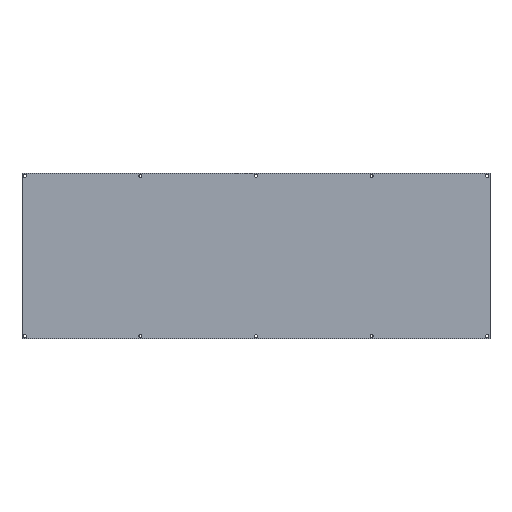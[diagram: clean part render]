
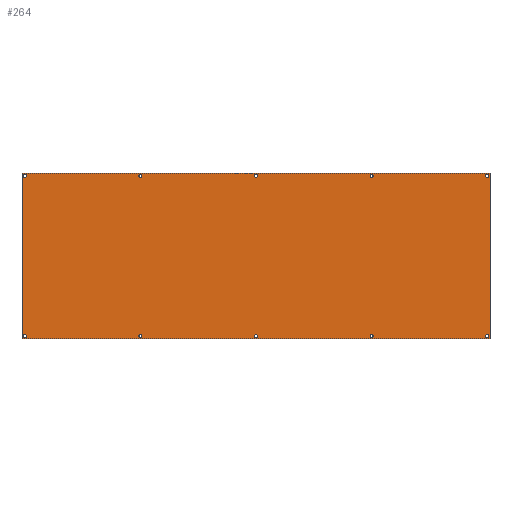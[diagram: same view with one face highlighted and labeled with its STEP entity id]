
A CAD part, top view. The second image highlights one B-rep face of the part: STEP entity #264.
In plain terms, the highlighted planar face has unit normal (0, 0, 1).
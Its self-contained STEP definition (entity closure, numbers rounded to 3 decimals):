
#42 = VERTEX_POINT('',#43);
#43 = CARTESIAN_POINT('',(-8.619,8.515,1.5));
#49 = EDGE_CURVE('',#42,#50,#52,.T.);
#50 = VERTEX_POINT('',#51);
#51 = CARTESIAN_POINT('',(-8.619,-120.485,1.5));
#52 = LINE('',#53,#54);
#53 = CARTESIAN_POINT('',(-8.619,8.515,1.5));
#54 = VECTOR('',#55,1.);
#55 = DIRECTION('',(0.,-1.,0.));
#82 = VERTEX_POINT('',#83);
#83 = CARTESIAN_POINT('',(355.381,8.515,1.5));
#89 = EDGE_CURVE('',#82,#42,#90,.T.);
#90 = LINE('',#91,#92);
#91 = CARTESIAN_POINT('',(355.381,8.515,1.5));
#92 = VECTOR('',#93,1.);
#93 = DIRECTION('',(-1.,0.,0.));
#111 = EDGE_CURVE('',#50,#112,#114,.T.);
#112 = VERTEX_POINT('',#113);
#113 = CARTESIAN_POINT('',(355.381,-120.485,1.5));
#114 = LINE('',#115,#116);
#115 = CARTESIAN_POINT('',(-8.619,-120.485,1.5));
#116 = VECTOR('',#117,1.);
#117 = DIRECTION('',(1.,0.,0.));
#264 = ADVANCED_FACE('',(#265,#276,#287,#298,#309,#320,#331,#342,#353,
    #364,#375),#386,.T.);
#265 = FACE_BOUND('',#266,.T.);
#266 = EDGE_LOOP('',(#267,#268,#269,#275));
#267 = ORIENTED_EDGE('',*,*,#49,.T.);
#268 = ORIENTED_EDGE('',*,*,#111,.T.);
#269 = ORIENTED_EDGE('',*,*,#270,.T.);
#270 = EDGE_CURVE('',#112,#82,#271,.T.);
#271 = LINE('',#272,#273);
#272 = CARTESIAN_POINT('',(355.381,-120.485,1.5));
#273 = VECTOR('',#274,1.);
#274 = DIRECTION('',(0.,1.,0.));
#275 = ORIENTED_EDGE('',*,*,#89,.T.);
#276 = FACE_BOUND('',#277,.T.);
#277 = EDGE_LOOP('',(#278));
#278 = ORIENTED_EDGE('',*,*,#279,.F.);
#279 = EDGE_CURVE('',#280,#280,#282,.T.);
#280 = VERTEX_POINT('',#281);
#281 = CARTESIAN_POINT('',(-7.569,-118.235,1.5));
#282 = CIRCLE('',#283,1.2);
#283 = AXIS2_PLACEMENT_3D('',#284,#285,#286);
#284 = CARTESIAN_POINT('',(-6.369,-118.235,1.5));
#285 = DIRECTION('',(0.,-0.,1.));
#286 = DIRECTION('',(-1.,0.,0.));
#287 = FACE_BOUND('',#288,.T.);
#288 = EDGE_LOOP('',(#289));
#289 = ORIENTED_EDGE('',*,*,#290,.F.);
#290 = EDGE_CURVE('',#291,#291,#293,.T.);
#291 = VERTEX_POINT('',#292);
#292 = CARTESIAN_POINT('',(82.306,-118.235,1.5));
#293 = CIRCLE('',#294,1.2);
#294 = AXIS2_PLACEMENT_3D('',#295,#296,#297);
#295 = CARTESIAN_POINT('',(83.506,-118.235,1.5));
#296 = DIRECTION('',(0.,-0.,1.));
#297 = DIRECTION('',(-1.,0.,0.));
#298 = FACE_BOUND('',#299,.T.);
#299 = EDGE_LOOP('',(#300));
#300 = ORIENTED_EDGE('',*,*,#301,.F.);
#301 = EDGE_CURVE('',#302,#302,#304,.T.);
#302 = VERTEX_POINT('',#303);
#303 = CARTESIAN_POINT('',(172.181,-118.235,1.5));
#304 = CIRCLE('',#305,1.2);
#305 = AXIS2_PLACEMENT_3D('',#306,#307,#308);
#306 = CARTESIAN_POINT('',(173.381,-118.235,1.5));
#307 = DIRECTION('',(0.,-0.,1.));
#308 = DIRECTION('',(-1.,0.,0.));
#309 = FACE_BOUND('',#310,.T.);
#310 = EDGE_LOOP('',(#311));
#311 = ORIENTED_EDGE('',*,*,#312,.F.);
#312 = EDGE_CURVE('',#313,#313,#315,.T.);
#313 = VERTEX_POINT('',#314);
#314 = CARTESIAN_POINT('',(262.056,-118.235,1.5));
#315 = CIRCLE('',#316,1.2);
#316 = AXIS2_PLACEMENT_3D('',#317,#318,#319);
#317 = CARTESIAN_POINT('',(263.256,-118.235,1.5));
#318 = DIRECTION('',(0.,-0.,1.));
#319 = DIRECTION('',(-1.,0.,0.));
#320 = FACE_BOUND('',#321,.T.);
#321 = EDGE_LOOP('',(#322));
#322 = ORIENTED_EDGE('',*,*,#323,.F.);
#323 = EDGE_CURVE('',#324,#324,#326,.T.);
#324 = VERTEX_POINT('',#325);
#325 = CARTESIAN_POINT('',(351.931,-118.235,1.5));
#326 = CIRCLE('',#327,1.2);
#327 = AXIS2_PLACEMENT_3D('',#328,#329,#330);
#328 = CARTESIAN_POINT('',(353.131,-118.235,1.5));
#329 = DIRECTION('',(0.,-0.,1.));
#330 = DIRECTION('',(-1.,0.,0.));
#331 = FACE_BOUND('',#332,.T.);
#332 = EDGE_LOOP('',(#333));
#333 = ORIENTED_EDGE('',*,*,#334,.F.);
#334 = EDGE_CURVE('',#335,#335,#337,.T.);
#335 = VERTEX_POINT('',#336);
#336 = CARTESIAN_POINT('',(-7.569,6.265,1.5));
#337 = CIRCLE('',#338,1.2);
#338 = AXIS2_PLACEMENT_3D('',#339,#340,#341);
#339 = CARTESIAN_POINT('',(-6.369,6.265,1.5));
#340 = DIRECTION('',(0.,-0.,1.));
#341 = DIRECTION('',(-1.,0.,0.));
#342 = FACE_BOUND('',#343,.T.);
#343 = EDGE_LOOP('',(#344));
#344 = ORIENTED_EDGE('',*,*,#345,.F.);
#345 = EDGE_CURVE('',#346,#346,#348,.T.);
#346 = VERTEX_POINT('',#347);
#347 = CARTESIAN_POINT('',(82.306,6.265,1.5));
#348 = CIRCLE('',#349,1.2);
#349 = AXIS2_PLACEMENT_3D('',#350,#351,#352);
#350 = CARTESIAN_POINT('',(83.506,6.265,1.5));
#351 = DIRECTION('',(0.,-0.,1.));
#352 = DIRECTION('',(-1.,0.,0.));
#353 = FACE_BOUND('',#354,.T.);
#354 = EDGE_LOOP('',(#355));
#355 = ORIENTED_EDGE('',*,*,#356,.F.);
#356 = EDGE_CURVE('',#357,#357,#359,.T.);
#357 = VERTEX_POINT('',#358);
#358 = CARTESIAN_POINT('',(172.181,6.265,1.5));
#359 = CIRCLE('',#360,1.2);
#360 = AXIS2_PLACEMENT_3D('',#361,#362,#363);
#361 = CARTESIAN_POINT('',(173.381,6.265,1.5));
#362 = DIRECTION('',(0.,-0.,1.));
#363 = DIRECTION('',(-1.,0.,0.));
#364 = FACE_BOUND('',#365,.T.);
#365 = EDGE_LOOP('',(#366));
#366 = ORIENTED_EDGE('',*,*,#367,.F.);
#367 = EDGE_CURVE('',#368,#368,#370,.T.);
#368 = VERTEX_POINT('',#369);
#369 = CARTESIAN_POINT('',(262.056,6.265,1.5));
#370 = CIRCLE('',#371,1.2);
#371 = AXIS2_PLACEMENT_3D('',#372,#373,#374);
#372 = CARTESIAN_POINT('',(263.256,6.265,1.5));
#373 = DIRECTION('',(0.,-0.,1.));
#374 = DIRECTION('',(-1.,0.,0.));
#375 = FACE_BOUND('',#376,.T.);
#376 = EDGE_LOOP('',(#377));
#377 = ORIENTED_EDGE('',*,*,#378,.F.);
#378 = EDGE_CURVE('',#379,#379,#381,.T.);
#379 = VERTEX_POINT('',#380);
#380 = CARTESIAN_POINT('',(351.931,6.265,1.5));
#381 = CIRCLE('',#382,1.2);
#382 = AXIS2_PLACEMENT_3D('',#383,#384,#385);
#383 = CARTESIAN_POINT('',(353.131,6.265,1.5));
#384 = DIRECTION('',(0.,-0.,1.));
#385 = DIRECTION('',(-1.,0.,0.));
#386 = PLANE('',#387);
#387 = AXIS2_PLACEMENT_3D('',#388,#389,#390);
#388 = CARTESIAN_POINT('',(173.381,-55.985,1.5));
#389 = DIRECTION('',(0.,0.,1.));
#390 = DIRECTION('',(1.,0.,0.));
